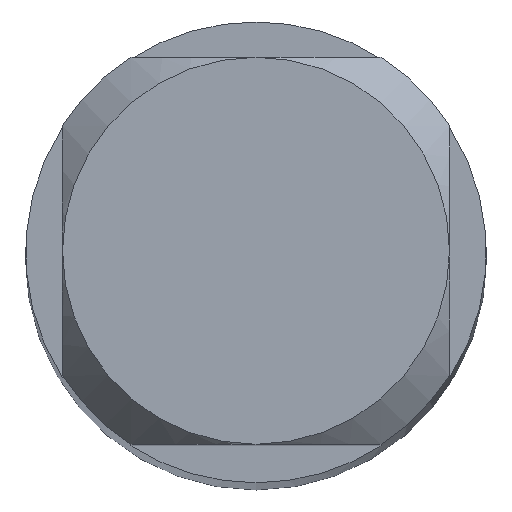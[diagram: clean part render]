
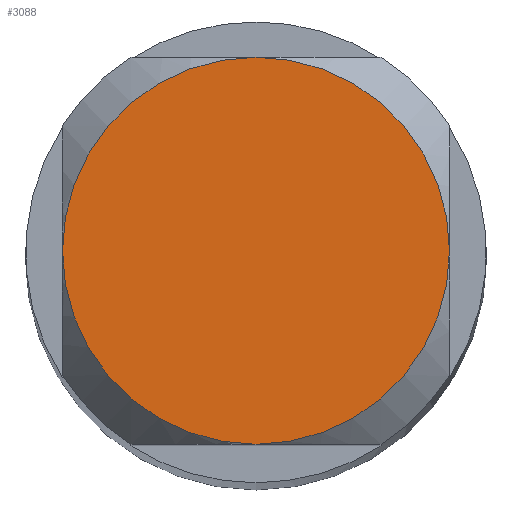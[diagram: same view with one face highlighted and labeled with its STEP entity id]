
A CAD part, top view. The second image highlights one B-rep face of the part: STEP entity #3088.
In plain terms, the highlighted planar face has unit normal (0, 0, 1).
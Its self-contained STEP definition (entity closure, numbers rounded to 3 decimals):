
#2754=VERTEX_POINT('',#6389);
#2940=VERTEX_POINT('',#6594);
#3088=ADVANCED_FACE('',(#6759),#6760,.T.);
#3906=EDGE_CURVE('',#2940,#2754,#7656,.T.);
#4358=EDGE_CURVE('',#2754,#4382,#8149,.T.);
#4382=VERTEX_POINT('',#8175);
#4396=VERTEX_POINT('',#8189);
#4802=EDGE_CURVE('',#4382,#4396,#8635,.T.);
#4914=EDGE_CURVE('',#4396,#2940,#8757,.T.);
#6389=CARTESIAN_POINT('',(1.05,0.0,0.0));
#6594=CARTESIAN_POINT('',(0.0,1.05,0.0));
#6759=FACE_OUTER_BOUND('',#11664,.T.);
#6760=PLANE('',#11665);
#7656=CIRCLE('',#13171,1.05);
#8149=CIRCLE('',#14083,1.05);
#8175=CARTESIAN_POINT('',(0.0,-1.05,0.0));
#8189=CARTESIAN_POINT('',(-1.05,0.0,0.0));
#8635=CIRCLE('',#14945,1.05);
#8757=CIRCLE('',#15142,1.05);
#11664=EDGE_LOOP('',(#17623,#17624,#17625,#17626));
#11665=AXIS2_PLACEMENT_3D('',#17627,#17628,#17629);
#13171=AXIS2_PLACEMENT_3D('',#18749,#18750,#18751);
#14083=AXIS2_PLACEMENT_3D('',#19272,#19273,#19274);
#14945=AXIS2_PLACEMENT_3D('',#19787,#19788,#19789);
#15142=AXIS2_PLACEMENT_3D('',#19913,#19914,#19915);
#17623=ORIENTED_EDGE('',*,*,#3906,.F.);
#17624=ORIENTED_EDGE('',*,*,#4914,.F.);
#17625=ORIENTED_EDGE('',*,*,#4802,.F.);
#17626=ORIENTED_EDGE('',*,*,#4358,.F.);
#17627=CARTESIAN_POINT('',(0.0,0.525,0.0));
#17628=DIRECTION('',(-0.0,0.0,1.0));
#17629=DIRECTION('',(0.0,-1.0,0.0));
#18749=CARTESIAN_POINT('',(0.0,0.0,0.0));
#18750=DIRECTION('',(0.0,0.0,-1.0));
#18751=DIRECTION('',(0.0,1.0,0.0));
#19272=CARTESIAN_POINT('',(0.0,0.0,0.0));
#19273=DIRECTION('',(0.0,0.0,-1.0));
#19274=DIRECTION('',(0.0,1.0,0.0));
#19787=CARTESIAN_POINT('',(0.0,0.0,0.0));
#19788=DIRECTION('',(0.0,0.0,-1.0));
#19789=DIRECTION('',(0.0,1.0,0.0));
#19913=CARTESIAN_POINT('',(0.0,0.0,0.0));
#19914=DIRECTION('',(0.0,0.0,-1.0));
#19915=DIRECTION('',(0.0,1.0,0.0));
